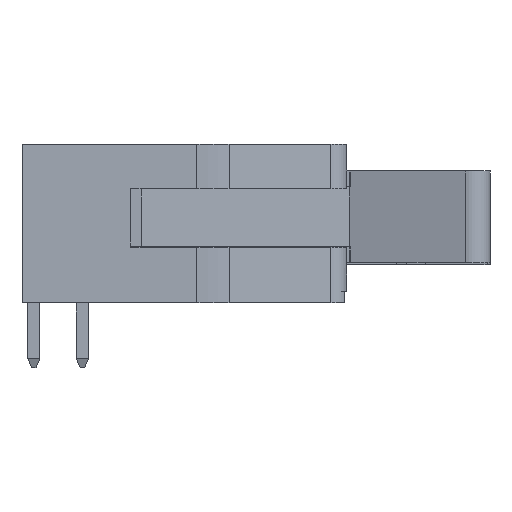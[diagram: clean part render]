
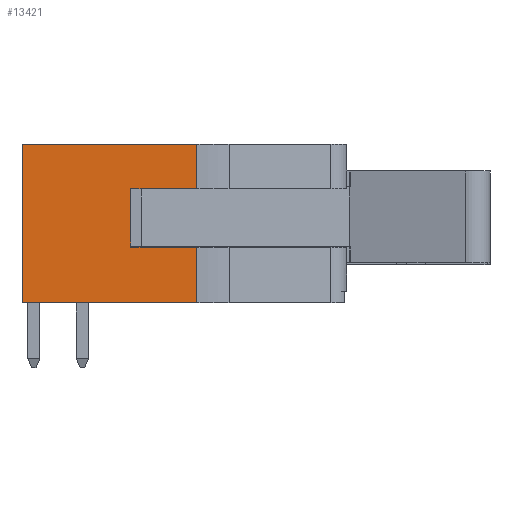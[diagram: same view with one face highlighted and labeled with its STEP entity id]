
A CAD part, front view. The second image highlights one B-rep face of the part: STEP entity #13421.
In plain terms, the highlighted face is planar.
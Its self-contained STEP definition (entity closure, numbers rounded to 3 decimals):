
#666=ORIENTED_EDGE('',*,*,#4501,.F.);
#667=ORIENTED_EDGE('',*,*,#4502,.F.);
#668=ORIENTED_EDGE('',*,*,#4503,.T.);
#669=ORIENTED_EDGE('',*,*,#4474,.F.);
#670=ORIENTED_EDGE('',*,*,#4504,.T.);
#671=ORIENTED_EDGE('',*,*,#4505,.T.);
#672=ORIENTED_EDGE('',*,*,#4506,.F.);
#673=ORIENTED_EDGE('',*,*,#4479,.F.);
#4474=EDGE_CURVE('',#6379,#6376,#7646,.T.);
#4479=EDGE_CURVE('',#6382,#6383,#7650,.T.);
#4501=EDGE_CURVE('',#6398,#6382,#7671,.T.);
#4502=EDGE_CURVE('',#6399,#6398,#7672,.T.);
#4503=EDGE_CURVE('',#6399,#6376,#7673,.T.);
#4504=EDGE_CURVE('',#6379,#6400,#7674,.T.);
#4505=EDGE_CURVE('',#6400,#6401,#7675,.T.);
#4506=EDGE_CURVE('',#6383,#6401,#7676,.T.);
#6376=VERTEX_POINT('',#19570);
#6379=VERTEX_POINT('',#19575);
#6382=VERTEX_POINT('',#19585);
#6383=VERTEX_POINT('',#19587);
#6398=VERTEX_POINT('',#19630);
#6399=VERTEX_POINT('',#19632);
#6400=VERTEX_POINT('',#19635);
#6401=VERTEX_POINT('',#19637);
#7646=LINE('',#19576,#9467);
#7650=LINE('',#19586,#9471);
#7671=LINE('',#19629,#9492);
#7672=LINE('',#19631,#9493);
#7673=LINE('',#19633,#9494);
#7674=LINE('',#19634,#9495);
#7675=LINE('',#19636,#9496);
#7676=LINE('',#19638,#9497);
#9467=VECTOR('',#15778,1000.);
#9471=VECTOR('',#15788,1000.);
#9492=VECTOR('',#15823,1000.);
#9493=VECTOR('',#15824,1000.);
#9494=VECTOR('',#15825,1000.);
#9495=VECTOR('',#15826,1000.);
#9496=VECTOR('',#15827,1000.);
#9497=VECTOR('',#15828,1000.);
#11068=EDGE_LOOP('',(#666,#667,#668,#669,#670,#671,#672,#673));
#11895=FACE_BOUND('',#11068,.T.);
#12707=PLANE('',#14463);
#13421=ADVANCED_FACE('',(#11895),#12707,.T.);
#14463=AXIS2_PLACEMENT_3D('',#19628,#15821,#15822);
#15778=DIRECTION('',(0.,1.,0.));
#15788=DIRECTION('',(0.,1.,0.));
#15821=DIRECTION('',(1.,0.,0.));
#15822=DIRECTION('',(0.,0.,-1.));
#15823=DIRECTION('',(0.,0.,1.));
#15824=DIRECTION('',(0.,1.,0.));
#15825=DIRECTION('',(0.,0.,1.));
#15826=DIRECTION('',(0.,0.,-1.));
#15827=DIRECTION('',(0.,1.,0.));
#15828=DIRECTION('',(0.,0.,-1.));
#19570=CARTESIAN_POINT('',(24.99,-1.825,4.149));
#19575=CARTESIAN_POINT('',(24.99,-4.15,4.149));
#19576=CARTESIAN_POINT('',(24.99,-4.15,4.149));
#19585=CARTESIAN_POINT('',(24.99,1.225,4.149));
#19586=CARTESIAN_POINT('',(24.99,-4.15,4.149));
#19587=CARTESIAN_POINT('',(24.99,4.15,4.149));
#19628=CARTESIAN_POINT('',(24.99,-4.15,5.));
#19629=CARTESIAN_POINT('',(24.99,1.225,0.7));
#19630=CARTESIAN_POINT('',(24.99,1.225,0.7));
#19631=CARTESIAN_POINT('',(24.99,-1.825,0.7));
#19632=CARTESIAN_POINT('',(24.99,-1.825,0.7));
#19633=CARTESIAN_POINT('',(24.99,-1.825,0.7));
#19634=CARTESIAN_POINT('',(24.99,-4.15,5.));
#19635=CARTESIAN_POINT('',(24.99,-4.15,-5.));
#19636=CARTESIAN_POINT('',(24.99,-4.15,-5.));
#19637=CARTESIAN_POINT('',(24.99,4.15,-5.));
#19638=CARTESIAN_POINT('',(24.99,4.15,5.));
